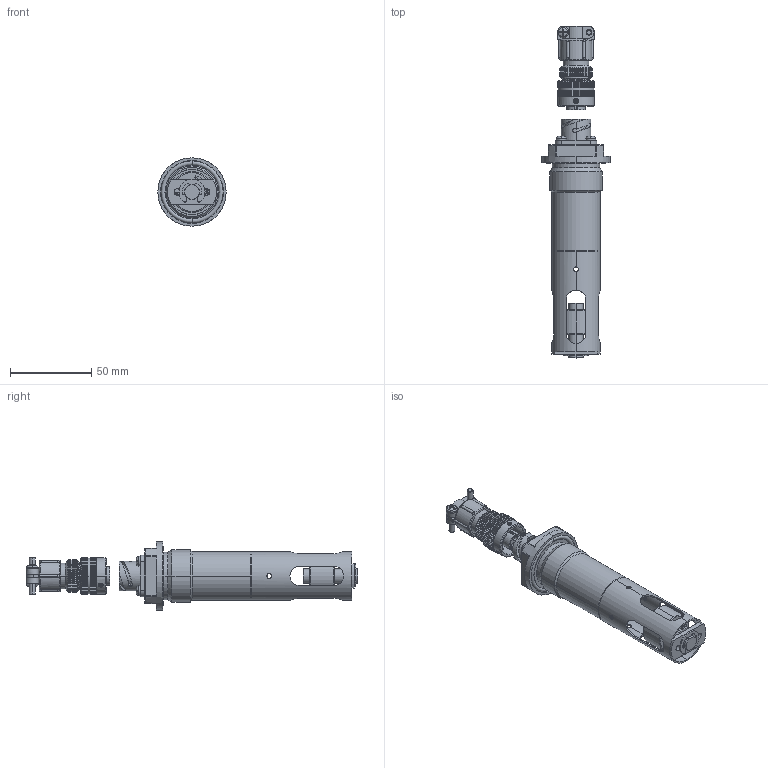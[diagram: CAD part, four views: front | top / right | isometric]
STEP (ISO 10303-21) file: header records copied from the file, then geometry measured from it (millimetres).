
FILE_DESCRIPTION (( 'STEP AP214' ), '1' );
FILE_NAME ('AP0940.STEP', '2020-02-13T08:59:39', ( '' ), ( '' ), 'SwSTEP 2.0', 'SolidWorks 2019', '' );
FILE_SCHEMA (( 'AUTOMOTIVE_DESIGN' ));
Length unit declared in the file: millimetre
Products named in the file (1): AP0940
Bounding box: 42 x 204.07 x 42 mm (x, y, z)
Surface area: 33137.7 mm2 (no closed solid volume)
Topology: 0 solids, 50 shells, 1133 faces, 4263 edges, 2893 vertices
Faces by surface type: plane 671, cylinder 216, cone 169, torus 46, bspline 31
Entity records: 63897 total; most frequent: CARTESIAN_POINT 17244, DIRECTION 6860, ORIENTED_EDGE 6744, EDGE_CURVE 4259, VERTEX_POINT 2893, AXIS2_PLACEMENT_3D 2408, LINE 2044, VECTOR 2044
